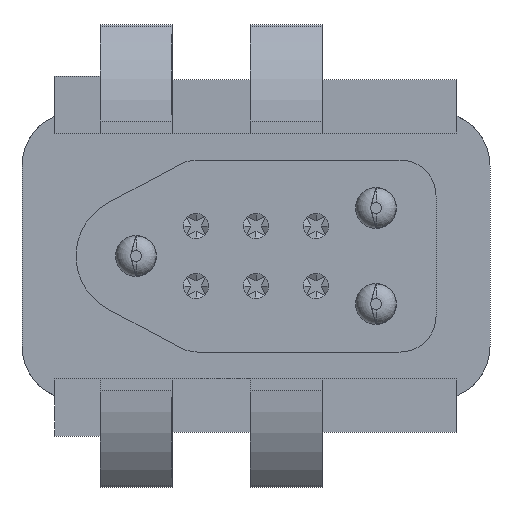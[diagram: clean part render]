
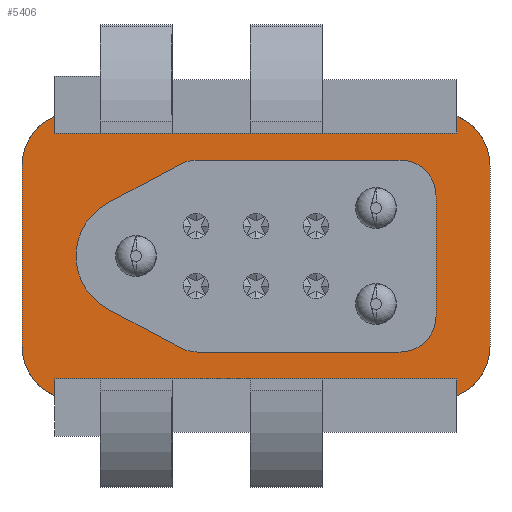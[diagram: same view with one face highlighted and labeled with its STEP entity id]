
A CAD part, front view. The second image highlights one B-rep face of the part: STEP entity #5406.
In plain terms, the highlighted planar face has unit normal (0, -1, 0).
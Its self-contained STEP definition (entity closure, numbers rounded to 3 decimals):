
#4715 = VERTEX_POINT('',#4716);
#4716 = CARTESIAN_POINT('',(-3.138,8.001,-1.12));
#4722 = EDGE_CURVE('',#4715,#4723,#4725,.T.);
#4723 = VERTEX_POINT('',#4724);
#4724 = CARTESIAN_POINT('',(-1.599,8.001,-1.942));
#4725 = LINE('',#4726,#4727);
#4726 = CARTESIAN_POINT('',(-1.162,8.001,-2.176));
#4727 = VECTOR('',#4728,1.);
#4728 = DIRECTION('',(0.882,0.,-0.471));
#4754 = VERTEX_POINT('',#4755);
#4755 = CARTESIAN_POINT('',(-3.138,8.001,1.12));
#4761 = EDGE_CURVE('',#4715,#4754,#4762,.T.);
#4762 = CIRCLE('',#4763,1.27);
#4763 = AXIS2_PLACEMENT_3D('',#4764,#4765,#4766);
#4764 = CARTESIAN_POINT('',(-2.54,8.001,-0.));
#4765 = DIRECTION('',(0.,1.,0.));
#4766 = DIRECTION('',(0.,-0.,1.));
#4786 = VERTEX_POINT('',#4787);
#4787 = CARTESIAN_POINT('',(-1.599,8.001,1.942));
#4793 = EDGE_CURVE('',#4754,#4786,#4794,.T.);
#4794 = LINE('',#4795,#4796);
#4795 = CARTESIAN_POINT('',(-1.162,8.001,2.176));
#4796 = VECTOR('',#4797,1.);
#4797 = DIRECTION('',(0.882,0.,0.471));
#4818 = VERTEX_POINT('',#4819);
#4819 = CARTESIAN_POINT('',(-1.24,8.001,2.032));
#4825 = EDGE_CURVE('',#4786,#4818,#4826,.T.);
#4826 = CIRCLE('',#4827,0.762);
#4827 = AXIS2_PLACEMENT_3D('',#4828,#4829,#4830);
#4828 = CARTESIAN_POINT('',(-1.24,8.001,1.27));
#4829 = DIRECTION('',(0.,1.,0.));
#4830 = DIRECTION('',(0.,-0.,1.));
#4850 = VERTEX_POINT('',#4851);
#4851 = CARTESIAN_POINT('',(3.048,8.001,2.032));
#4857 = EDGE_CURVE('',#4818,#4850,#4858,.T.);
#4858 = LINE('',#4859,#4860);
#4859 = CARTESIAN_POINT('',(0.,8.001,2.032));
#4860 = VECTOR('',#4861,1.);
#4861 = DIRECTION('',(1.,0.,0.));
#4882 = VERTEX_POINT('',#4883);
#4883 = CARTESIAN_POINT('',(3.81,8.001,1.27));
#4889 = EDGE_CURVE('',#4850,#4882,#4890,.T.);
#4890 = CIRCLE('',#4891,0.762);
#4891 = AXIS2_PLACEMENT_3D('',#4892,#4893,#4894);
#4892 = CARTESIAN_POINT('',(3.048,8.001,1.27));
#4893 = DIRECTION('',(0.,1.,0.));
#4894 = DIRECTION('',(0.,-0.,1.));
#4914 = VERTEX_POINT('',#4915);
#4915 = CARTESIAN_POINT('',(3.81,8.001,-1.27));
#4921 = EDGE_CURVE('',#4882,#4914,#4922,.T.);
#4922 = LINE('',#4923,#4924);
#4923 = CARTESIAN_POINT('',(3.81,8.001,0.));
#4924 = VECTOR('',#4925,1.);
#4925 = DIRECTION('',(0.,0.,-1.));
#4946 = VERTEX_POINT('',#4947);
#4947 = CARTESIAN_POINT('',(3.048,8.001,-2.032));
#4953 = EDGE_CURVE('',#4946,#4914,#4954,.T.);
#4954 = CIRCLE('',#4955,0.762);
#4955 = AXIS2_PLACEMENT_3D('',#4956,#4957,#4958);
#4956 = CARTESIAN_POINT('',(3.048,8.001,-1.27));
#4957 = DIRECTION('',(0.,-1.,0.));
#4958 = DIRECTION('',(0.,0.,1.));
#4978 = VERTEX_POINT('',#4979);
#4979 = CARTESIAN_POINT('',(-1.24,8.001,-2.032));
#4985 = EDGE_CURVE('',#4978,#4946,#4986,.T.);
#4986 = LINE('',#4987,#4988);
#4987 = CARTESIAN_POINT('',(0.,8.001,-2.032));
#4988 = VECTOR('',#4989,1.);
#4989 = DIRECTION('',(1.,0.,0.));
#5008 = EDGE_CURVE('',#4723,#4978,#5009,.T.);
#5009 = CIRCLE('',#5010,0.762);
#5010 = AXIS2_PLACEMENT_3D('',#5011,#5012,#5013);
#5011 = CARTESIAN_POINT('',(-1.24,8.001,-1.27));
#5012 = DIRECTION('',(0.,-1.,0.));
#5013 = DIRECTION('',(0.,0.,1.));
#5045 = VERTEX_POINT('',#5046);
#5046 = CARTESIAN_POINT('',(-4.953,8.001,1.905));
#5061 = VERTEX_POINT('',#5062);
#5062 = CARTESIAN_POINT('',(-4.953,8.001,-1.905));
#5068 = EDGE_CURVE('',#5061,#5045,#5069,.T.);
#5069 = LINE('',#5070,#5071);
#5070 = CARTESIAN_POINT('',(-4.953,8.001,0.));
#5071 = VECTOR('',#5072,1.);
#5072 = DIRECTION('',(0.,0.,1.));
#5100 = EDGE_CURVE('',#5045,#5101,#5103,.T.);
#5101 = VERTEX_POINT('',#5102);
#5102 = CARTESIAN_POINT('',(-4.255,8.001,2.958));
#5103 = CIRCLE('',#5104,1.143);
#5104 = AXIS2_PLACEMENT_3D('',#5105,#5106,#5107);
#5105 = CARTESIAN_POINT('',(-3.81,8.001,1.905));
#5106 = DIRECTION('',(0.,1.,0.));
#5107 = DIRECTION('',(0.,-0.,1.));
#5158 = VERTEX_POINT('',#5159);
#5159 = CARTESIAN_POINT('',(4.953,8.001,1.905));
#5174 = VERTEX_POINT('',#5175);
#5175 = CARTESIAN_POINT('',(4.255,8.001,2.958));
#5182 = EDGE_CURVE('',#5174,#5158,#5183,.T.);
#5183 = CIRCLE('',#5184,1.143);
#5184 = AXIS2_PLACEMENT_3D('',#5185,#5186,#5187);
#5185 = CARTESIAN_POINT('',(3.81,8.001,1.905));
#5186 = DIRECTION('',(0.,1.,0.));
#5187 = DIRECTION('',(0.,-0.,1.));
#5200 = VERTEX_POINT('',#5201);
#5201 = CARTESIAN_POINT('',(4.953,8.001,-1.905));
#5214 = EDGE_CURVE('',#5200,#5158,#5215,.T.);
#5215 = LINE('',#5216,#5217);
#5216 = CARTESIAN_POINT('',(4.953,8.001,0.));
#5217 = VECTOR('',#5218,1.);
#5218 = DIRECTION('',(0.,0.,1.));
#5246 = EDGE_CURVE('',#5200,#5247,#5249,.T.);
#5247 = VERTEX_POINT('',#5248);
#5248 = CARTESIAN_POINT('',(4.255,8.001,-2.958));
#5249 = CIRCLE('',#5250,1.143);
#5250 = AXIS2_PLACEMENT_3D('',#5251,#5252,#5253);
#5251 = CARTESIAN_POINT('',(3.81,8.001,-1.905));
#5252 = DIRECTION('',(0.,1.,0.));
#5253 = DIRECTION('',(0.,-0.,1.));
#5311 = VERTEX_POINT('',#5312);
#5312 = CARTESIAN_POINT('',(-4.255,8.001,-2.958));
#5319 = EDGE_CURVE('',#5311,#5061,#5320,.T.);
#5320 = CIRCLE('',#5321,1.143);
#5321 = AXIS2_PLACEMENT_3D('',#5322,#5323,#5324);
#5322 = CARTESIAN_POINT('',(-3.81,8.001,-1.905));
#5323 = DIRECTION('',(0.,1.,0.));
#5324 = DIRECTION('',(0.,-0.,1.));
#5406 = ADVANCED_FACE('',(#5407,#5419),#5471,.F.);
#5407 = FACE_BOUND('',#5408,.T.);
#5408 = EDGE_LOOP('',(#5409,#5410,#5411,#5412,#5413,#5414,#5415,#5416,
    #5417,#5418));
#5409 = ORIENTED_EDGE('',*,*,#4722,.F.);
#5410 = ORIENTED_EDGE('',*,*,#4761,.T.);
#5411 = ORIENTED_EDGE('',*,*,#4793,.T.);
#5412 = ORIENTED_EDGE('',*,*,#4825,.T.);
#5413 = ORIENTED_EDGE('',*,*,#4857,.T.);
#5414 = ORIENTED_EDGE('',*,*,#4889,.T.);
#5415 = ORIENTED_EDGE('',*,*,#4921,.T.);
#5416 = ORIENTED_EDGE('',*,*,#4953,.F.);
#5417 = ORIENTED_EDGE('',*,*,#4985,.F.);
#5418 = ORIENTED_EDGE('',*,*,#5008,.F.);
#5419 = FACE_BOUND('',#5420,.T.);
#5420 = EDGE_LOOP('',(#5421,#5422,#5430,#5438,#5444,#5445,#5446,#5447,
    #5455,#5463,#5469,#5470));
#5421 = ORIENTED_EDGE('',*,*,#5182,.F.);
#5422 = ORIENTED_EDGE('',*,*,#5423,.T.);
#5423 = EDGE_CURVE('',#5174,#5424,#5426,.T.);
#5424 = VERTEX_POINT('',#5425);
#5425 = CARTESIAN_POINT('',(4.255,8.001,2.604));
#5426 = LINE('',#5427,#5428);
#5427 = CARTESIAN_POINT('',(4.255,8.001,0.));
#5428 = VECTOR('',#5429,1.);
#5429 = DIRECTION('',(0.,0.,-1.));
#5430 = ORIENTED_EDGE('',*,*,#5431,.T.);
#5431 = EDGE_CURVE('',#5424,#5432,#5434,.T.);
#5432 = VERTEX_POINT('',#5433);
#5433 = CARTESIAN_POINT('',(-4.255,8.001,2.604));
#5434 = LINE('',#5435,#5436);
#5435 = CARTESIAN_POINT('',(4.255,8.001,2.604));
#5436 = VECTOR('',#5437,1.);
#5437 = DIRECTION('',(-1.,-0.,-0.));
#5438 = ORIENTED_EDGE('',*,*,#5439,.F.);
#5439 = EDGE_CURVE('',#5101,#5432,#5440,.T.);
#5440 = LINE('',#5441,#5442);
#5441 = CARTESIAN_POINT('',(-4.255,8.001,0.));
#5442 = VECTOR('',#5443,1.);
#5443 = DIRECTION('',(0.,0.,-1.));
#5444 = ORIENTED_EDGE('',*,*,#5100,.F.);
#5445 = ORIENTED_EDGE('',*,*,#5068,.F.);
#5446 = ORIENTED_EDGE('',*,*,#5319,.F.);
#5447 = ORIENTED_EDGE('',*,*,#5448,.F.);
#5448 = EDGE_CURVE('',#5449,#5311,#5451,.T.);
#5449 = VERTEX_POINT('',#5450);
#5450 = CARTESIAN_POINT('',(-4.255,8.001,-2.604));
#5451 = LINE('',#5452,#5453);
#5452 = CARTESIAN_POINT('',(-4.255,8.001,0.));
#5453 = VECTOR('',#5454,1.);
#5454 = DIRECTION('',(0.,0.,-1.));
#5455 = ORIENTED_EDGE('',*,*,#5456,.F.);
#5456 = EDGE_CURVE('',#5457,#5449,#5459,.T.);
#5457 = VERTEX_POINT('',#5458);
#5458 = CARTESIAN_POINT('',(4.255,8.001,-2.604));
#5459 = LINE('',#5460,#5461);
#5460 = CARTESIAN_POINT('',(4.255,8.001,-2.604));
#5461 = VECTOR('',#5462,1.);
#5462 = DIRECTION('',(-1.,-0.,-0.));
#5463 = ORIENTED_EDGE('',*,*,#5464,.T.);
#5464 = EDGE_CURVE('',#5457,#5247,#5465,.T.);
#5465 = LINE('',#5466,#5467);
#5466 = CARTESIAN_POINT('',(4.255,8.001,0.));
#5467 = VECTOR('',#5468,1.);
#5468 = DIRECTION('',(0.,0.,-1.));
#5469 = ORIENTED_EDGE('',*,*,#5246,.F.);
#5470 = ORIENTED_EDGE('',*,*,#5214,.T.);
#5471 = PLANE('',#5472);
#5472 = AXIS2_PLACEMENT_3D('',#5473,#5474,#5475);
#5473 = CARTESIAN_POINT('',(0.,8.001,0.));
#5474 = DIRECTION('',(0.,1.,0.));
#5475 = DIRECTION('',(0.,-0.,1.));
